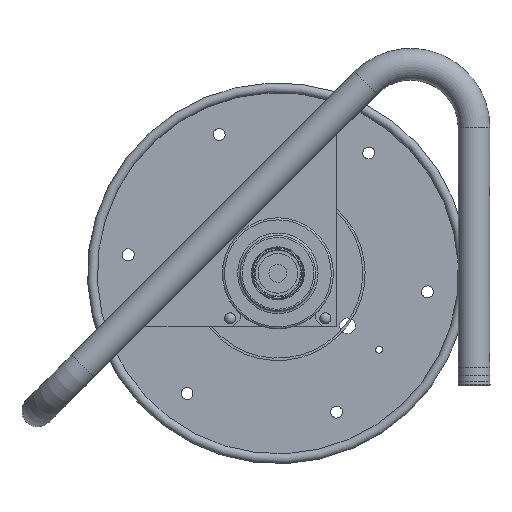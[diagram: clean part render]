
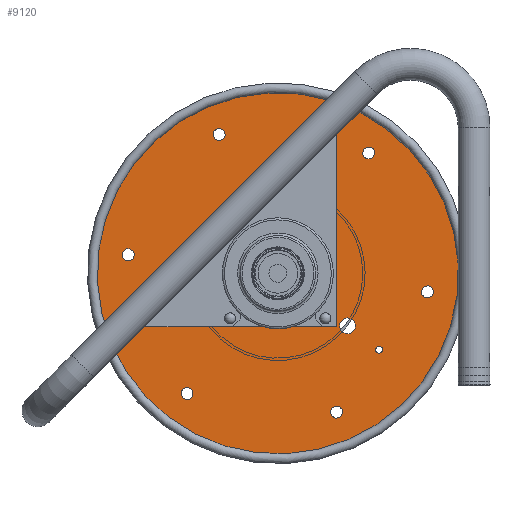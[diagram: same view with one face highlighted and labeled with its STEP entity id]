
A CAD part, left-side view. The second image highlights one B-rep face of the part: STEP entity #9120.
In plain terms, the highlighted planar face has unit normal (-1, 0, 0).
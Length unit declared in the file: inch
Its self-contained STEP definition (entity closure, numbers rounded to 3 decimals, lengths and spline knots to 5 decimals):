
#490=FACE_BOUND('',#1761,.T.);
#491=FACE_BOUND('',#1762,.T.);
#492=FACE_BOUND('',#1763,.T.);
#493=FACE_BOUND('',#1764,.T.);
#494=FACE_BOUND('',#1765,.T.);
#495=FACE_BOUND('',#1766,.T.);
#496=FACE_BOUND('',#1767,.T.);
#497=FACE_BOUND('',#1768,.T.);
#498=FACE_BOUND('',#1769,.T.);
#499=FACE_BOUND('',#1770,.T.);
#500=FACE_BOUND('',#1771,.T.);
#501=FACE_BOUND('',#1772,.T.);
#502=FACE_BOUND('',#1773,.T.);
#654=CIRCLE('',#9746,0.25);
#655=CIRCLE('',#9748,0.25);
#656=CIRCLE('',#9750,0.25);
#657=CIRCLE('',#9752,0.1095);
#658=CIRCLE('',#9754,0.1875);
#659=CIRCLE('',#9756,0.1875);
#660=CIRCLE('',#9758,0.1875);
#661=CIRCLE('',#9760,0.1875);
#662=CIRCLE('',#9762,0.1875);
#663=CIRCLE('',#9764,0.1875);
#664=CIRCLE('',#9766,0.1095);
#665=CIRCLE('',#9768,0.1095);
#666=CIRCLE('',#9770,5.845);
#667=CIRCLE('',#9771,0.825);
#1267=FACE_OUTER_BOUND('',#1760,.T.);
#1760=EDGE_LOOP('',(#6388));
#1761=EDGE_LOOP('',(#6389));
#1762=EDGE_LOOP('',(#6390));
#1763=EDGE_LOOP('',(#6391));
#1764=EDGE_LOOP('',(#6392));
#1765=EDGE_LOOP('',(#6393));
#1766=EDGE_LOOP('',(#6394));
#1767=EDGE_LOOP('',(#6395));
#1768=EDGE_LOOP('',(#6396));
#1769=EDGE_LOOP('',(#6397));
#1770=EDGE_LOOP('',(#6398));
#1771=EDGE_LOOP('',(#6399));
#1772=EDGE_LOOP('',(#6400));
#1773=EDGE_LOOP('',(#6401));
#3706=VERTEX_POINT('',#14375);
#3707=VERTEX_POINT('',#14379);
#3708=VERTEX_POINT('',#14383);
#3709=VERTEX_POINT('',#14387);
#3710=VERTEX_POINT('',#14391);
#3711=VERTEX_POINT('',#14395);
#3712=VERTEX_POINT('',#14399);
#3713=VERTEX_POINT('',#14403);
#3714=VERTEX_POINT('',#14407);
#3715=VERTEX_POINT('',#14411);
#3716=VERTEX_POINT('',#14415);
#3717=VERTEX_POINT('',#14419);
#3718=VERTEX_POINT('',#14423);
#3719=VERTEX_POINT('',#14425);
#4762=EDGE_CURVE('',#3706,#3706,#654,.T.);
#4764=EDGE_CURVE('',#3707,#3707,#655,.T.);
#4766=EDGE_CURVE('',#3708,#3708,#656,.T.);
#4768=EDGE_CURVE('',#3709,#3709,#657,.T.);
#4769=EDGE_CURVE('',#3710,#3710,#658,.T.);
#4771=EDGE_CURVE('',#3711,#3711,#659,.T.);
#4773=EDGE_CURVE('',#3712,#3712,#660,.T.);
#4775=EDGE_CURVE('',#3713,#3713,#661,.T.);
#4777=EDGE_CURVE('',#3714,#3714,#662,.T.);
#4779=EDGE_CURVE('',#3715,#3715,#663,.T.);
#4782=EDGE_CURVE('',#3716,#3716,#664,.T.);
#4784=EDGE_CURVE('',#3717,#3717,#665,.T.);
#4785=EDGE_CURVE('',#3718,#3718,#666,.T.);
#4786=EDGE_CURVE('',#3719,#3719,#667,.T.);
#6388=ORIENTED_EDGE('',*,*,#4785,.F.);
#6389=ORIENTED_EDGE('',*,*,#4786,.T.);
#6390=ORIENTED_EDGE('',*,*,#4762,.T.);
#6391=ORIENTED_EDGE('',*,*,#4764,.T.);
#6392=ORIENTED_EDGE('',*,*,#4766,.T.);
#6393=ORIENTED_EDGE('',*,*,#4768,.T.);
#6394=ORIENTED_EDGE('',*,*,#4769,.T.);
#6395=ORIENTED_EDGE('',*,*,#4771,.T.);
#6396=ORIENTED_EDGE('',*,*,#4773,.T.);
#6397=ORIENTED_EDGE('',*,*,#4775,.T.);
#6398=ORIENTED_EDGE('',*,*,#4777,.T.);
#6399=ORIENTED_EDGE('',*,*,#4779,.T.);
#6400=ORIENTED_EDGE('',*,*,#4782,.T.);
#6401=ORIENTED_EDGE('',*,*,#4784,.T.);
#8460=PLANE('',#9769);
#9120=ADVANCED_FACE('',(#1267,#490,#491,#492,#493,#494,#495,#496,#497,#498,
#499,#500,#501,#502),#8460,.T.);
#9746=AXIS2_PLACEMENT_3D('',#14377,#10992,#10993);
#9748=AXIS2_PLACEMENT_3D('',#14381,#10997,#10998);
#9750=AXIS2_PLACEMENT_3D('',#14385,#11002,#11003);
#9752=AXIS2_PLACEMENT_3D('',#14389,#11007,#11008);
#9754=AXIS2_PLACEMENT_3D('',#14392,#11011,#11012);
#9756=AXIS2_PLACEMENT_3D('',#14396,#11016,#11017);
#9758=AXIS2_PLACEMENT_3D('',#14400,#11021,#11022);
#9760=AXIS2_PLACEMENT_3D('',#14404,#11026,#11027);
#9762=AXIS2_PLACEMENT_3D('',#14408,#11031,#11032);
#9764=AXIS2_PLACEMENT_3D('',#14412,#11036,#11037);
#9766=AXIS2_PLACEMENT_3D('',#14417,#11042,#11043);
#9768=AXIS2_PLACEMENT_3D('',#14421,#11047,#11048);
#9769=AXIS2_PLACEMENT_3D('',#14422,#11049,#11050);
#9770=AXIS2_PLACEMENT_3D('',#14424,#11051,#11052);
#9771=AXIS2_PLACEMENT_3D('',#14426,#11053,#11054);
#10992=DIRECTION('center_axis',(1.,0.,0.));
#10993=DIRECTION('ref_axis',(0.,0.992,0.123));
#10997=DIRECTION('center_axis',(1.,0.,0.));
#10998=DIRECTION('ref_axis',(0.,0.992,0.123));
#11002=DIRECTION('center_axis',(1.,0.,0.));
#11003=DIRECTION('ref_axis',(0.,0.992,0.123));
#11007=DIRECTION('center_axis',(1.,0.,0.));
#11008=DIRECTION('ref_axis',(0.,0.992,0.123));
#11011=DIRECTION('center_axis',(1.,0.,0.));
#11012=DIRECTION('ref_axis',(0.,-0.992,-0.123));
#11016=DIRECTION('center_axis',(1.,0.,0.));
#11017=DIRECTION('ref_axis',(0.,-0.603,0.798));
#11021=DIRECTION('center_axis',(1.,0.,0.));
#11022=DIRECTION('ref_axis',(0.,0.39,0.921));
#11026=DIRECTION('center_axis',(1.,0.,0.));
#11027=DIRECTION('ref_axis',(0.,0.992,0.123));
#11031=DIRECTION('center_axis',(1.,0.,0.));
#11032=DIRECTION('ref_axis',(0.,0.603,-0.798));
#11036=DIRECTION('center_axis',(1.,0.,0.));
#11037=DIRECTION('ref_axis',(0.,-0.39,-0.921));
#11042=DIRECTION('center_axis',(1.,0.,0.));
#11043=DIRECTION('ref_axis',(0.,-0.39,-0.921));
#11047=DIRECTION('center_axis',(1.,0.,0.));
#11048=DIRECTION('ref_axis',(0.,-0.603,0.798));
#11049=DIRECTION('center_axis',(-1.,0.,0.));
#11050=DIRECTION('ref_axis',(0.,-0.123,0.992));
#11051=DIRECTION('center_axis',(1.,0.,0.));
#11052=DIRECTION('ref_axis',(0.,0.992,0.123));
#11053=DIRECTION('center_axis',(1.,0.,0.));
#11054=DIRECTION('ref_axis',(0.,-0.992,-0.123));
#14375=CARTESIAN_POINT('',(-3.98,7.32594,1.32335));
#14377=CARTESIAN_POINT('Origin',(-3.98,7.57404,1.35406));
#14379=CARTESIAN_POINT('',(-3.98,4.4557,5.12457));
#14381=CARTESIAN_POINT('Origin',(-3.98,4.70381,5.15528));
#14383=CARTESIAN_POINT('',(-3.98,2.59887,0.73827));
#14385=CARTESIAN_POINT('Origin',(-3.98,2.84697,0.76898));
#14387=CARTESIAN_POINT('',(-3.98,4.44159,6.38237));
#14389=CARTESIAN_POINT('Origin',(-3.98,4.55026,6.39582));
#14391=CARTESIAN_POINT('',(-3.98,7.0794,6.82334));
#14392=CARTESIAN_POINT('Origin',(-3.98,6.89332,6.80031));
#14395=CARTESIAN_POINT('',(-3.98,9.86862,2.85995));
#14396=CARTESIAN_POINT('Origin',(-3.98,9.75564,3.00958));
#14399=CARTESIAN_POINT('',(-3.98,7.83083,-1.53729));
#14400=CARTESIAN_POINT('Origin',(-3.98,7.90392,-1.36462));
#14403=CARTESIAN_POINT('',(-3.98,3.00382,-1.97113));
#14404=CARTESIAN_POINT('Origin',(-3.98,3.1899,-1.9481));
#14407=CARTESIAN_POINT('',(-3.98,0.21459,1.99227));
#14408=CARTESIAN_POINT('Origin',(-3.98,0.32758,1.84264));
#14411=CARTESIAN_POINT('',(-3.98,2.25239,6.38951));
#14412=CARTESIAN_POINT('Origin',(-3.98,2.17929,6.21684));
#14415=CARTESIAN_POINT('',(-3.98,8.76784,0.96761));
#14417=CARTESIAN_POINT('Origin',(-3.98,8.72515,0.86677));
#14419=CARTESIAN_POINT('',(-3.98,1.9154,-0.07165));
#14421=CARTESIAN_POINT('Origin',(-3.98,1.84941,0.01574));
#14422=CARTESIAN_POINT('Origin',(-3.98,7.94198,2.7851));
#14423=CARTESIAN_POINT('',(-3.98,10.84234,3.14408));
#14424=CARTESIAN_POINT('Origin',(-3.98,5.04161,2.42611));
#14425=CARTESIAN_POINT('',(-3.98,5.86036,2.52745));
#14426=CARTESIAN_POINT('Origin',(-3.98,5.04161,2.42611));
